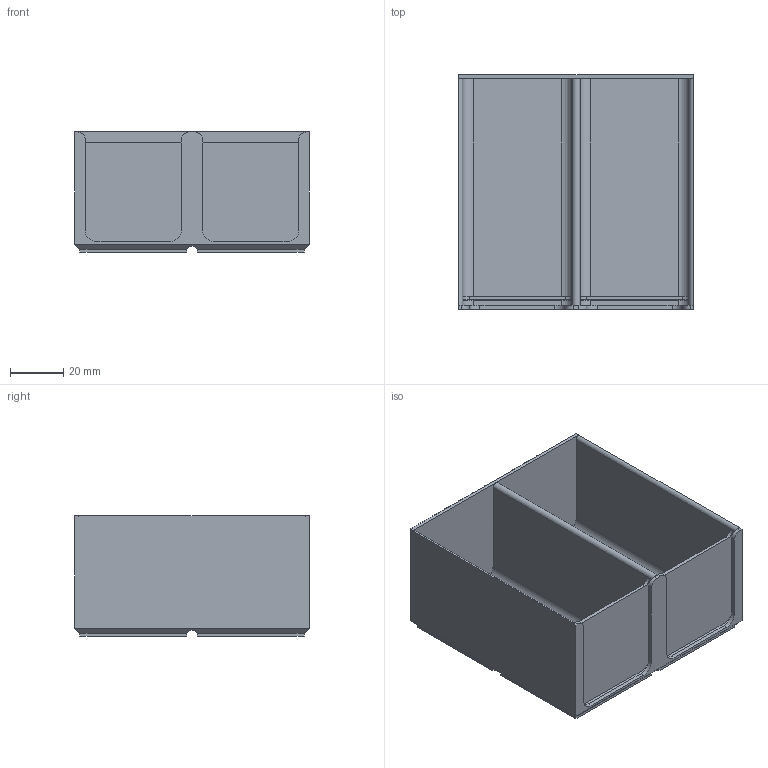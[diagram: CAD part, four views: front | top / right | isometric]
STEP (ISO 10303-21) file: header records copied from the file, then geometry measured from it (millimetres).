
FILE_DESCRIPTION(('FreeCAD Model'),'2;1');
FILE_NAME('Open CASCADE Shape Model','2025-11-24T21:28:40',(''),(''), 'Open CASCADE STEP processor 7.8','FreeCAD','Unknown');
FILE_SCHEMA(('AUTOMOTIVE_DESIGN { 1 0 10303 214 1 1 1 1 }'));
Length unit declared in the file: millimetre
Products named in the file (1): PCB-storage-system
Bounding box: 88 x 88 x 45 mm (x, y, z)
Volume: 53765.5 mm3; surface area: 52054 mm2
Topology: 1 solids, 1 shells, 92 faces, 240 edges, 150 vertices
Faces by surface type: plane 69, cylinder 23
Entity records: 2796 total; most frequent: CARTESIAN_POINT 483, ORIENTED_EDGE 480, DIRECTION 474, EDGE_CURVE 240, LINE 192, VECTOR 192, VERTEX_POINT 150, AXIS2_PLACEMENT_3D 141
